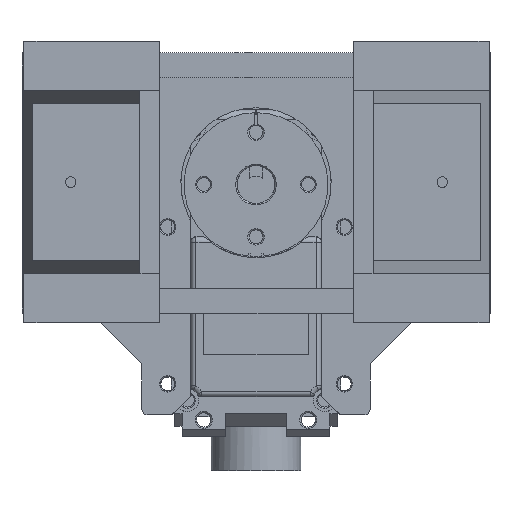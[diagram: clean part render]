
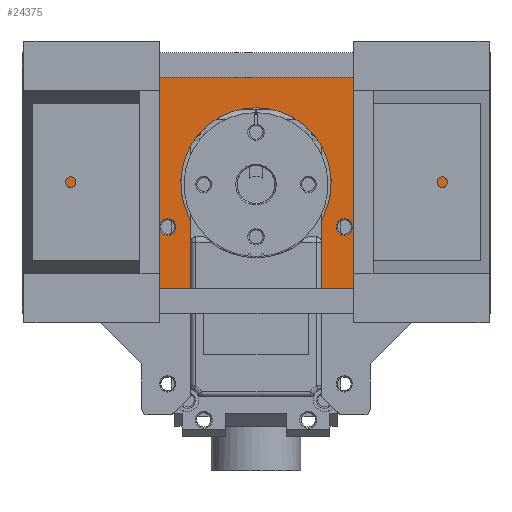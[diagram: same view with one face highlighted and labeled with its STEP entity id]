
A CAD part, left-side view. The second image highlights one B-rep face of the part: STEP entity #24375.
In plain terms, the highlighted planar face has unit normal (-1, 0, 0).
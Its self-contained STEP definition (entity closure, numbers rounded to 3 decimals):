
#317=FACE_BOUND('',#3983,.T.);
#318=FACE_BOUND('',#3984,.T.);
#1032=CIRCLE('',#26294,11.5);
#1057=CIRCLE('',#26361,1.25);
#1058=CIRCLE('',#26362,1.25);
#1059=CIRCLE('',#26364,1.25);
#1060=CIRCLE('',#26365,1.25);
#1061=CIRCLE('',#26369,2.);
#1062=CIRCLE('',#26371,2.);
#2624=FACE_OUTER_BOUND('',#3982,.T.);
#3982=EDGE_LOOP('',(#20485,#20486,#20487,#20488,#20489,#20490,#20491,#20492,
#20493,#20494,#20495,#20496));
#3983=EDGE_LOOP('',(#20497,#20498));
#3984=EDGE_LOOP('',(#20499,#20500));
#4780=LINE('',#35134,#7152);
#5616=LINE('',#38797,#7988);
#6370=LINE('',#40790,#8742);
#6377=LINE('',#40810,#8749);
#6385=LINE('',#40846,#8757);
#6397=LINE('',#40871,#8769);
#6456=LINE('',#41054,#8828);
#6457=LINE('',#41055,#8829);
#6458=LINE('',#41056,#8830);
#7152=VECTOR('',#28390,9.982);
#7988=VECTOR('',#30370,9.982);
#8742=VECTOR('',#32360,9.982);
#8749=VECTOR('',#32383,9.982);
#8757=VECTOR('',#32427,32.334);
#8769=VECTOR('',#32441,32.334);
#8828=VECTOR('',#32612,25.8);
#8829=VECTOR('',#32613,71.6);
#8830=VECTOR('',#32614,25.8);
#9510=VERTEX_POINT('',#35130);
#9512=VERTEX_POINT('',#35133);
#10263=VERTEX_POINT('',#38791);
#10265=VERTEX_POINT('',#38795);
#10850=VERTEX_POINT('',#40789);
#10853=VERTEX_POINT('',#40801);
#10854=VERTEX_POINT('',#40803);
#10855=VERTEX_POINT('',#40808);
#10864=VERTEX_POINT('',#40843);
#10865=VERTEX_POINT('',#40845);
#10876=VERTEX_POINT('',#40869);
#10877=VERTEX_POINT('',#40870);
#10922=VERTEX_POINT('',#41036);
#10923=VERTEX_POINT('',#41038);
#10924=VERTEX_POINT('',#41042);
#10925=VERTEX_POINT('',#41044);
#11967=EDGE_CURVE('',#9512,#9510,#4780,.T.);
#13071=EDGE_CURVE('',#10263,#10265,#5616,.T.);
#14056=EDGE_CURVE('',#10850,#9512,#6370,.T.);
#14064=EDGE_CURVE('',#10854,#10853,#1032,.T.);
#14068=EDGE_CURVE('',#10265,#10855,#6377,.T.);
#14082=EDGE_CURVE('',#10865,#10864,#6385,.T.);
#14094=EDGE_CURVE('',#10876,#10877,#6397,.T.);
#14172=EDGE_CURVE('',#10923,#10922,#1057,.T.);
#14173=EDGE_CURVE('',#10922,#10923,#1058,.T.);
#14175=EDGE_CURVE('',#10925,#10924,#1059,.T.);
#14176=EDGE_CURVE('',#10924,#10925,#1060,.T.);
#14178=EDGE_CURVE('',#10854,#10855,#1061,.T.);
#14179=EDGE_CURVE('',#10850,#10853,#1062,.T.);
#14180=EDGE_CURVE('',#9510,#10876,#6456,.T.);
#14181=EDGE_CURVE('',#10865,#10877,#6457,.T.);
#14182=EDGE_CURVE('',#10864,#10263,#6458,.T.);
#20485=ORIENTED_EDGE('',*,*,#14178,.F.);
#20486=ORIENTED_EDGE('',*,*,#14064,.T.);
#20487=ORIENTED_EDGE('',*,*,#14179,.F.);
#20488=ORIENTED_EDGE('',*,*,#14056,.T.);
#20489=ORIENTED_EDGE('',*,*,#11967,.T.);
#20490=ORIENTED_EDGE('',*,*,#14180,.T.);
#20491=ORIENTED_EDGE('',*,*,#14094,.T.);
#20492=ORIENTED_EDGE('',*,*,#14181,.F.);
#20493=ORIENTED_EDGE('',*,*,#14082,.T.);
#20494=ORIENTED_EDGE('',*,*,#14182,.T.);
#20495=ORIENTED_EDGE('',*,*,#13071,.T.);
#20496=ORIENTED_EDGE('',*,*,#14068,.T.);
#20497=ORIENTED_EDGE('',*,*,#14172,.T.);
#20498=ORIENTED_EDGE('',*,*,#14173,.T.);
#20499=ORIENTED_EDGE('',*,*,#14175,.T.);
#20500=ORIENTED_EDGE('',*,*,#14176,.T.);
#21958=PLANE('',#26370);
#24375=ADVANCED_FACE('',(#2624,#317,#318),#21958,.T.);
#26294=AXIS2_PLACEMENT_3D('',#40804,#32375,#32376);
#26361=AXIS2_PLACEMENT_3D('',#41039,#32588,#32589);
#26362=AXIS2_PLACEMENT_3D('',#41040,#32590,#32591);
#26364=AXIS2_PLACEMENT_3D('',#41045,#32595,#32596);
#26365=AXIS2_PLACEMENT_3D('',#41046,#32597,#32598);
#26369=AXIS2_PLACEMENT_3D('',#41051,#32606,#32607);
#26370=AXIS2_PLACEMENT_3D('',#41052,#32608,#32609);
#26371=AXIS2_PLACEMENT_3D('',#41053,#32610,#32611);
#28390=DIRECTION('',(0.,0.,-1.));
#30370=DIRECTION('',(0.,0.,1.));
#32360=DIRECTION('',(0.,0.,-1.));
#32375=DIRECTION('center_axis',(1.,0.,0.));
#32376=DIRECTION('ref_axis',(0.,0.292,0.957));
#32383=DIRECTION('',(0.,0.,1.));
#32427=DIRECTION('',(0.,0.,-1.));
#32441=DIRECTION('',(0.,0.,1.));
#32588=DIRECTION('center_axis',(1.,0.,0.));
#32589=DIRECTION('ref_axis',(0.,-1.,0.));
#32590=DIRECTION('center_axis',(1.,0.,0.));
#32591=DIRECTION('ref_axis',(0.,-1.,0.));
#32595=DIRECTION('center_axis',(1.,0.,0.));
#32596=DIRECTION('ref_axis',(0.,-1.,0.));
#32597=DIRECTION('center_axis',(1.,0.,0.));
#32598=DIRECTION('ref_axis',(0.,-1.,0.));
#32606=DIRECTION('center_axis',(1.,0.,0.));
#32607=DIRECTION('ref_axis',(0.,-0.972,0.236));
#32608=DIRECTION('center_axis',(-1.,0.,0.));
#32609=DIRECTION('ref_axis',(0.,-1.,0.));
#32610=DIRECTION('center_axis',(1.,0.,0.));
#32611=DIRECTION('ref_axis',(0.,0.972,0.236));
#32612=DIRECTION('',(0.,-1.,0.));
#32613=DIRECTION('',(0.,-1.,0.));
#32614=DIRECTION('',(0.,-1.,0.));
#35130=CARTESIAN_POINT('',(-140.918,50.82,12.212));
#35133=CARTESIAN_POINT('',(-140.918,50.82,19.33));
#35134=CARTESIAN_POINT('',(-140.918,50.82,22.195));
#38791=CARTESIAN_POINT('',(-140.918,70.82,12.212));
#38795=CARTESIAN_POINT('',(-140.918,70.82,19.33));
#38797=CARTESIAN_POINT('',(-140.918,70.82,12.212));
#40789=CARTESIAN_POINT('',(-140.918,50.82,22.195));
#40790=CARTESIAN_POINT('',(-140.918,50.82,22.195));
#40801=CARTESIAN_POINT('',(-140.918,50.598,23.111));
#40803=CARTESIAN_POINT('',(-140.918,71.042,23.111));
#40804=CARTESIAN_POINT('Origin',(-140.918,60.82,28.38));
#40808=CARTESIAN_POINT('',(-140.918,70.82,22.195));
#40810=CARTESIAN_POINT('',(-140.918,70.82,12.212));
#40843=CARTESIAN_POINT('',(-140.918,96.62,12.212));
#40845=CARTESIAN_POINT('',(-140.918,96.62,44.547));
#40846=CARTESIAN_POINT('',(-140.918,96.62,44.547));
#40869=CARTESIAN_POINT('',(-140.918,25.02,12.212));
#40870=CARTESIAN_POINT('',(-140.918,25.02,44.547));
#40871=CARTESIAN_POINT('',(-140.918,25.02,12.212));
#41036=CARTESIAN_POINT('',(-140.918,48.57,21.63));
#41038=CARTESIAN_POINT('',(-140.918,46.07,21.63));
#41039=CARTESIAN_POINT('Origin',(-140.918,47.32,21.63));
#41040=CARTESIAN_POINT('Origin',(-140.918,47.32,21.63));
#41042=CARTESIAN_POINT('',(-140.918,75.57,21.63));
#41044=CARTESIAN_POINT('',(-140.918,73.07,21.63));
#41045=CARTESIAN_POINT('Origin',(-140.918,74.32,21.63));
#41046=CARTESIAN_POINT('Origin',(-140.918,74.32,21.63));
#41051=CARTESIAN_POINT('Origin',(-140.918,72.82,22.195));
#41052=CARTESIAN_POINT('Origin',(-140.918,60.82,43.922));
#41053=CARTESIAN_POINT('Origin',(-140.918,48.82,22.195));
#41054=CARTESIAN_POINT('',(-140.918,50.82,12.212));
#41055=CARTESIAN_POINT('',(-140.918,96.62,44.547));
#41056=CARTESIAN_POINT('',(-140.918,96.62,12.212));
